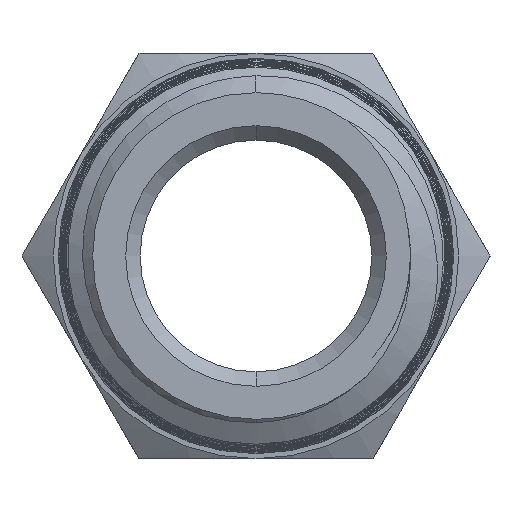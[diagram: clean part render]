
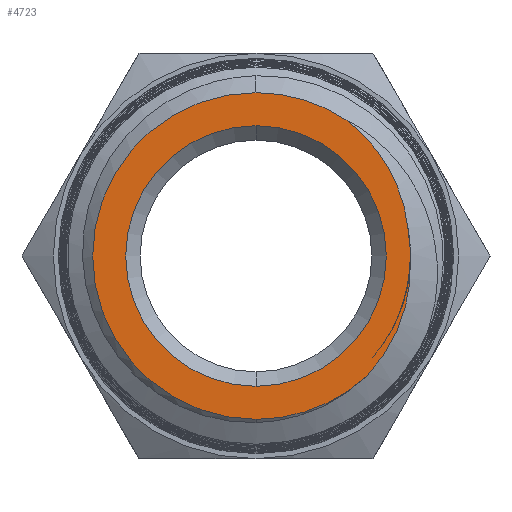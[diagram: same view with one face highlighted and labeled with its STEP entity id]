
A CAD part, front view. The second image highlights one B-rep face of the part: STEP entity #4723.
In plain terms, the highlighted planar face has unit normal (0, -1, 0).
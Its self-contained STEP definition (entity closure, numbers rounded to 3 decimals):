
#113 = AXIS2_PLACEMENT_3D ( 'NONE', #1937, #1301, #1354 ) ;
#364 = FACE_BOUND ( 'NONE', #2176, .T. ) ;
#393 = EDGE_LOOP ( 'NONE', ( #1811, #1880, #1622, #3261, #3154, #3082 ) ) ;
#547 = DIRECTION ( 'NONE',  ( 0., 1., 0. ) ) ;
#940 = CARTESIAN_POINT ( 'NONE',  ( 5.247, 0., 0.981 ) ) ;
#1080 = VERTEX_POINT ( 'NONE', #940 ) ;
#1301 = DIRECTION ( 'NONE',  ( 0., -1., 0. ) ) ;
#1343 = CARTESIAN_POINT ( 'NONE',  ( 5.247, 0., 0.981 ) ) ;
#1354 = DIRECTION ( 'NONE',  ( 0., 0., 1. ) ) ;
#1471 = CARTESIAN_POINT ( 'NONE',  ( 0., 0., 5.641 ) ) ;
#1542 = ORIENTED_EDGE ( 'NONE', *, *, #6853, .T. ) ;
#1618 = CIRCLE ( 'NONE', #113, 5.641 ) ;
#1622 = ORIENTED_EDGE ( 'NONE', *, *, #1945, .T. ) ;
#1723 = CARTESIAN_POINT ( 'NONE',  ( 4.901, 0., 2.39 ) ) ;
#1728 = EDGE_CURVE ( 'NONE', #2296, #5871, #3074, .T. ) ;
#1730 = CARTESIAN_POINT ( 'NONE',  ( 0., 0., 0. ) ) ;
#1749 = CARTESIAN_POINT ( 'NONE',  ( 3.693, 0., 4.203 ) ) ;
#1804 = ORIENTED_EDGE ( 'NONE', *, *, #1728, .T. ) ;
#1811 = ORIENTED_EDGE ( 'NONE', *, *, #5359, .T. ) ;
#1880 = ORIENTED_EDGE ( 'NONE', *, *, #6714, .T. ) ;
#1937 = CARTESIAN_POINT ( 'NONE',  ( 0., 0., 0. ) ) ;
#1945 = EDGE_CURVE ( 'NONE', #3182, #3246, #1618, .T. ) ;
#2075 = B_SPLINE_CURVE_WITH_KNOTS ( 'NONE', 3,
 ( #4006, #2441, #4551, #1343 ),
 .UNSPECIFIED., .F., .F.,
 ( 4, 4 ),
 ( 0., 0.001 ),
 .UNSPECIFIED. ) ;
#2173 = CARTESIAN_POINT ( 'NONE',  ( 0., 0., 0. ) ) ;
#2176 = EDGE_LOOP ( 'NONE', ( #1542, #1804 ) ) ;
#2287 = DIRECTION ( 'NONE',  ( 0., 0., 1. ) ) ;
#2296 = VERTEX_POINT ( 'NONE', #5799 ) ;
#2337 = EDGE_CURVE ( 'NONE', #3246, #3959, #6536, .T. ) ;
#2394 = AXIS2_PLACEMENT_3D ( 'NONE', #6403, #3197, #6963 ) ;
#2441 = CARTESIAN_POINT ( 'NONE',  ( 5.353, 0., 0.133 ) ) ;
#2545 = EDGE_CURVE ( 'NONE', #1080, #5192, #6423, .T. ) ;
#2627 = CARTESIAN_POINT ( 'NONE',  ( 5.33, 0., -0.293 ) ) ;
#2706 = DIRECTION ( 'NONE',  ( 0., 0., 1. ) ) ;
#3074 = CIRCLE ( 'NONE', #6109, 4.5 ) ;
#3082 = ORIENTED_EDGE ( 'NONE', *, *, #2545, .T. ) ;
#3154 = ORIENTED_EDGE ( 'NONE', *, *, #5608, .T. ) ;
#3182 = VERTEX_POINT ( 'NONE', #6183 ) ;
#3197 = DIRECTION ( 'NONE',  ( 0., -1., 0. ) ) ;
#3246 = VERTEX_POINT ( 'NONE', #4267 ) ;
#3261 = ORIENTED_EDGE ( 'NONE', *, *, #2337, .T. ) ;
#3448 = CIRCLE ( 'NONE', #6458, 5.641 ) ;
#3810 = CARTESIAN_POINT ( 'NONE',  ( 0., 0., 0. ) ) ;
#3959 = VERTEX_POINT ( 'NONE', #2627 ) ;
#4006 = CARTESIAN_POINT ( 'NONE',  ( 5.33, 0., -0.293 ) ) ;
#4134 = CARTESIAN_POINT ( 'NONE',  ( 5.308, 0., -0.997 ) ) ;
#4206 = CARTESIAN_POINT ( 'NONE',  ( 5.336, 0., -0.647 ) ) ;
#4267 = CARTESIAN_POINT ( 'NONE',  ( 3.846, 0., -4.127 ) ) ;
#4328 = DIRECTION ( 'NONE',  ( 0., 0., 1. ) ) ;
#4368 = CARTESIAN_POINT ( 'NONE',  ( 5.33, 0., -0.293 ) ) ;
#4417 = CARTESIAN_POINT ( 'NONE',  ( 5.247, 0., 0.981 ) ) ;
#4551 = CARTESIAN_POINT ( 'NONE',  ( 5.325, 0., 0.561 ) ) ;
#4645 = CARTESIAN_POINT ( 'NONE',  ( 4.394, 0., -3.442 ) ) ;
#4694 = CARTESIAN_POINT ( 'NONE',  ( 0., 0., -4.5 ) ) ;
#4723 = ADVANCED_FACE ( 'NONE', ( #364, #6023 ), #5457, .F. ) ;
#4726 = CARTESIAN_POINT ( 'NONE',  ( 5.184, 0., -1.689 ) ) ;
#4758 = CARTESIAN_POINT ( 'NONE',  ( 3.145, 0., 4.683 ) ) ;
#4840 = CIRCLE ( 'NONE', #6822, 4.5 ) ;
#5046 = CARTESIAN_POINT ( 'NONE',  ( 4.833, 0., -2.684 ) ) ;
#5070 = CARTESIAN_POINT ( 'NONE',  ( 5.087, 0., -2.033 ) ) ;
#5192 = VERTEX_POINT ( 'NONE', #4758 ) ;
#5236 = CARTESIAN_POINT ( 'NONE',  ( 4.292, 0., -3.588 ) ) ;
#5261 = CARTESIAN_POINT ( 'NONE',  ( 4.078, 0., -3.866 ) ) ;
#5359 = EDGE_CURVE ( 'NONE', #5192, #5786, #5669, .T. ) ;
#5457 = PLANE ( 'NONE',  #5665 ) ;
#5533 = CARTESIAN_POINT ( 'NONE',  ( 4.675, 0., -2.995 ) ) ;
#5534 = CARTESIAN_POINT ( 'NONE',  ( 3.821, 0., 4.07 ) ) ;
#5540 = DIRECTION ( 'NONE',  ( 0., 1., 0. ) ) ;
#5580 = CARTESIAN_POINT ( 'NONE',  ( 3.145, 0., 4.683 ) ) ;
#5603 = CARTESIAN_POINT ( 'NONE',  ( 3.288, 0., 4.572 ) ) ;
#5608 = EDGE_CURVE ( 'NONE', #3959, #1080, #2075, .T. ) ;
#5630 = CARTESIAN_POINT ( 'NONE',  ( 3.426, 0., 4.454 ) ) ;
#5665 = AXIS2_PLACEMENT_3D ( 'NONE', #3810, #547, #4328 ) ;
#5669 = CIRCLE ( 'NONE', #2394, 5.641 ) ;
#5786 = VERTEX_POINT ( 'NONE', #1471 ) ;
#5799 = CARTESIAN_POINT ( 'NONE',  ( 0., 0., 4.5 ) ) ;
#5843 = CARTESIAN_POINT ( 'NONE',  ( 3.965, 0., -4. ) ) ;
#5871 = VERTEX_POINT ( 'NONE', #4694 ) ;
#5946 = DIRECTION ( 'NONE',  ( 0., 0., 1. ) ) ;
#5958 = DIRECTION ( 'NONE',  ( 0., -1., 0. ) ) ;
#5964 = DIRECTION ( 'NONE',  ( 0., 1., 0. ) ) ;
#5981 = CARTESIAN_POINT ( 'NONE',  ( 0., 0., 0. ) ) ;
#6023 = FACE_OUTER_BOUND ( 'NONE', #393, .T. ) ;
#6098 = CARTESIAN_POINT ( 'NONE',  ( 4.751, 0., 2.728 ) ) ;
#6109 = AXIS2_PLACEMENT_3D ( 'NONE', #5981, #5964, #5946 ) ;
#6183 = CARTESIAN_POINT ( 'NONE',  ( 0., 0., -5.641 ) ) ;
#6403 = CARTESIAN_POINT ( 'NONE',  ( 0., 0., 0. ) ) ;
#6423 = B_SPLINE_CURVE_WITH_KNOTS ( 'NONE', 3,
 ( #4417, #6623, #6667, #1723, #6098, #6598, #6573, #5534, #1749, #5630, #5603, #5580 ),
 .UNSPECIFIED., .F., .F.,
 ( 4, 2, 2, 2, 2, 4 ),
 ( 0., 0.001, 0.002, 0.003, 0.004, 0.004 ),
 .UNSPECIFIED. ) ;
#6458 = AXIS2_PLACEMENT_3D ( 'NONE', #2173, #5958, #2706 ) ;
#6536 = B_SPLINE_CURVE_WITH_KNOTS ( 'NONE', 3,
 ( #6622, #5843, #5261, #5236, #4645, #5533, #5046, #5070, #4726, #4134, #4206, #4368 ),
 .UNSPECIFIED., .F., .F.,
 ( 4, 2, 2, 2, 2, 4 ),
 ( 0.003, 0.004, 0.004, 0.005, 0.006, 0.007 ),
 .UNSPECIFIED. ) ;
#6573 = CARTESIAN_POINT ( 'NONE',  ( 4.18, 0., 3.658 ) ) ;
#6598 = CARTESIAN_POINT ( 'NONE',  ( 4.389, 0., 3.362 ) ) ;
#6622 = CARTESIAN_POINT ( 'NONE',  ( 3.846, 0., -4.127 ) ) ;
#6623 = CARTESIAN_POINT ( 'NONE',  ( 5.205, 0., 1.346 ) ) ;
#6667 = CARTESIAN_POINT ( 'NONE',  ( 5.127, 0., 1.701 ) ) ;
#6714 = EDGE_CURVE ( 'NONE', #5786, #3182, #3448, .T. ) ;
#6822 = AXIS2_PLACEMENT_3D ( 'NONE', #1730, #5540, #2287 ) ;
#6853 = EDGE_CURVE ( 'NONE', #5871, #2296, #4840, .T. ) ;
#6963 = DIRECTION ( 'NONE',  ( 0., 0., 1. ) ) ;
